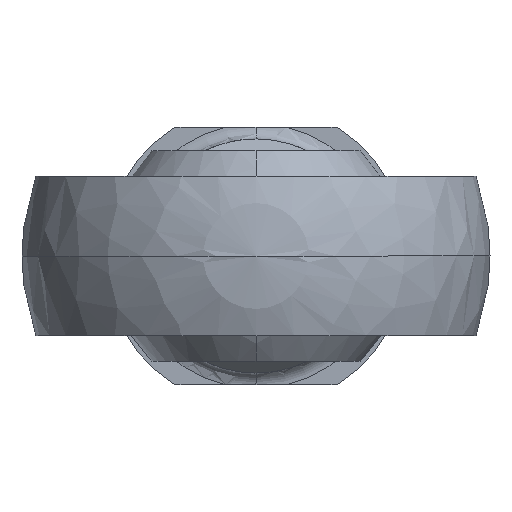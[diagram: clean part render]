
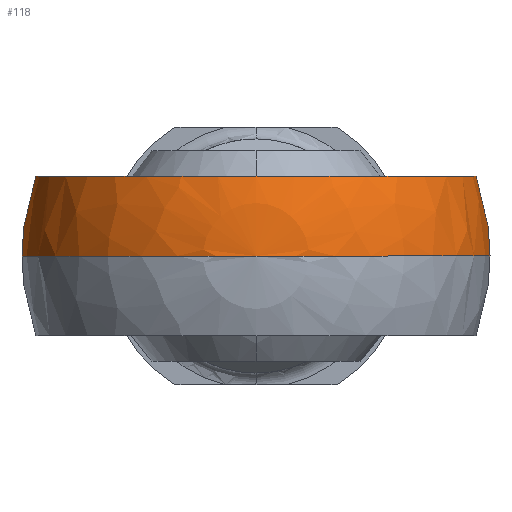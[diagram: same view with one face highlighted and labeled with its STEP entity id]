
A CAD part, left-side view. The second image highlights one B-rep face of the part: STEP entity #118.
In plain terms, the highlighted spherical face has radius 10 mm.
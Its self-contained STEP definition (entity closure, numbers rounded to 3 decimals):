
#118=ADVANCED_FACE('',(#282),#283,.T.);
#282=FACE_OUTER_BOUND('',#503,.T.);
#283=SPHERICAL_SURFACE('',#504,10.0);
#503=EDGE_LOOP('',(#785,#786,#787,#788,#789));
#504=AXIS2_PLACEMENT_3D('',#790,#791,#792);
#785=ORIENTED_EDGE('',*,*,#1309,.F.);
#786=ORIENTED_EDGE('',*,*,#1310,.F.);
#787=ORIENTED_EDGE('',*,*,#1311,.F.);
#788=ORIENTED_EDGE('',*,*,#1312,.T.);
#789=ORIENTED_EDGE('',*,*,#1313,.F.);
#790=CARTESIAN_POINT('',(0.,0.,0.0));
#791=DIRECTION('',(1.0,-0.0,-0.0));
#792=DIRECTION('',(0.0,1.0,0.0));
#1309=EDGE_CURVE('',#1570,#1571,#1572,.T.);
#1310=EDGE_CURVE('',#1573,#1570,#1574,.T.);
#1311=EDGE_CURVE('',#1575,#1573,#1576,.T.);
#1312=EDGE_CURVE('',#1575,#1577,#1578,.F.);
#1313=EDGE_CURVE('',#1571,#1577,#1579,.T.);
#1570=VERTEX_POINT('',#1938);
#1571=VERTEX_POINT('',#1939);
#1572=CIRCLE('',#1940,10.0);
#1573=VERTEX_POINT('',#1941);
#1574=CIRCLE('',#1942,10.0);
#1575=VERTEX_POINT('',#1943);
#1576=CIRCLE('',#1944,8.857);
#1577=VERTEX_POINT('',#1945);
#1578=CIRCLE('',#1946,9.404);
#1579=CIRCLE('',#1947,8.857);
#1938=CARTESIAN_POINT('',(-10.0,0.,0.0));
#1939=CARTESIAN_POINT('',(4.643,8.857,0.));
#1940=AXIS2_PLACEMENT_3D('',#2404,#2405,#2406);
#1941=CARTESIAN_POINT('',(4.643,-8.857,0.));
#1942=AXIS2_PLACEMENT_3D('',#2407,#2408,#2409);
#1943=CARTESIAN_POINT('',(4.643,-8.178,3.4));
#1944=AXIS2_PLACEMENT_3D('',#2410,#2411,#2412);
#1945=CARTESIAN_POINT('',(4.643,8.178,3.4));
#1946=AXIS2_PLACEMENT_3D('',#2413,#2414,#2415);
#1947=AXIS2_PLACEMENT_3D('',#2416,#2417,#2418);
#2404=CARTESIAN_POINT('',(0.,0.,0.0));
#2405=DIRECTION('',(-0.0,0.,-1.0));
#2406=DIRECTION('',(0.0,-1.0,0.));
#2407=CARTESIAN_POINT('',(0.,0.,0.0));
#2408=DIRECTION('',(-0.0,0.,-1.0));
#2409=DIRECTION('',(0.0,-1.0,0.));
#2410=CARTESIAN_POINT('',(4.643,0.0,0.0));
#2411=DIRECTION('',(1.0,0.0,-0.0));
#2412=DIRECTION('',(-0.0,0.0,-1.0));
#2413=CARTESIAN_POINT('',(0.,0.,3.4));
#2414=DIRECTION('',(0.,0.0,1.0));
#2415=DIRECTION('',(1.0,0.0,0.));
#2416=CARTESIAN_POINT('',(4.643,0.0,0.0));
#2417=DIRECTION('',(1.0,0.0,-0.0));
#2418=DIRECTION('',(-0.0,0.0,-1.0));
